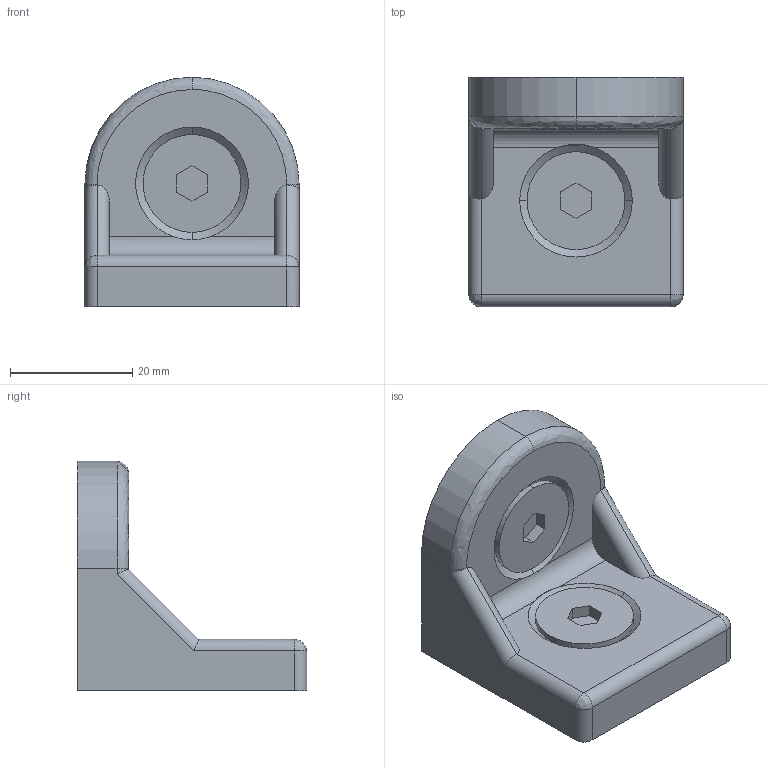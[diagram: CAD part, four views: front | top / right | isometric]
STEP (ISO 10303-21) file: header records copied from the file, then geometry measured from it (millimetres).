
FILE_DESCRIPTION (( 'STEP AP214' ), '1' );
FILE_NAME ('62611501', '2019-02-04T09:37:58', ( '' ), ('JUGARD+KÜNSTNER GmbH'), 'SwSTEP 2.0', 'SolidWorks 2017', '' );
FILE_SCHEMA (( 'AUTOMOTIVE_DESIGN' ));
Length unit declared in the file: millimetre
Products named in the file (1): 62611501_CNAJF00
Bounding box: 35 x 37.5 x 37.5 mm (x, y, z)
Volume: 18754.7 mm3; surface area: 6189.2 mm2
Topology: 1 solids, 1 shells, 56 faces, 141 edges, 89 vertices
Faces by surface type: plane 27, cylinder 21, bspline 4, cone 4
Entity records: 2095 total; most frequent: CARTESIAN_POINT 534, ORIENTED_EDGE 282, DIRECTION 263, EDGE_CURVE 141, VERTEX_POINT 89, AXIS2_PLACEMENT_3D 88, VECTOR 87, LINE 87
